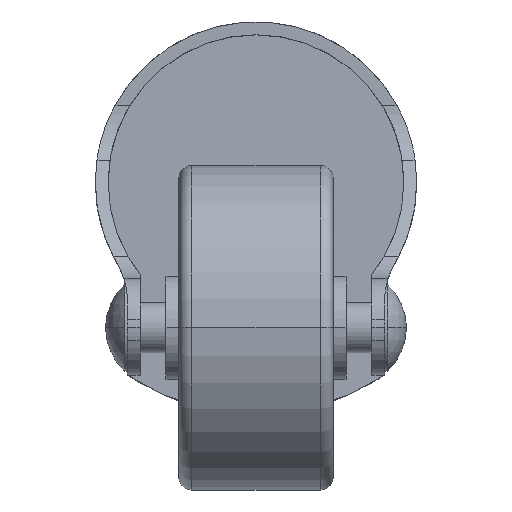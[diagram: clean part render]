
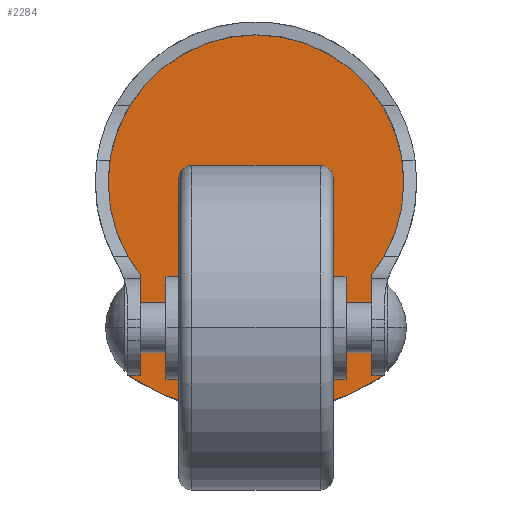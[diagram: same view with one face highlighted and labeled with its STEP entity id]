
A CAD part, top view. The second image highlights one B-rep face of the part: STEP entity #2284.
In plain terms, the highlighted planar face has unit normal (0, 0, 1).
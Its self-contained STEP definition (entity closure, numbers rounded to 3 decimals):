
#19 = EDGE_CURVE ( 'NONE', #1170, #807, #2799, .T. ) ;
#37 = CARTESIAN_POINT ( 'NONE',  ( -11.5, 0., 1. ) ) ;
#59 = ORIENTED_EDGE ( 'NONE', *, *, #2954, .F. ) ;
#76 = CARTESIAN_POINT ( 'NONE',  ( 11.5, 0., 1. ) ) ;
#96 = CARTESIAN_POINT ( 'NONE',  ( -10., -14.967, 1. ) ) ;
#342 = CARTESIAN_POINT ( 'NONE',  ( 9., -14.967, 1. ) ) ;
#443 = VERTEX_POINT ( 'NONE', #96 ) ;
#453 = CARTESIAN_POINT ( 'NONE',  ( 9., -14.967, 1. ) ) ;
#499 = CIRCLE ( 'NONE', #3029, 18. ) ;
#512 = CARTESIAN_POINT ( 'NONE',  ( 10., -14.967, 1. ) ) ;
#545 = PLANE ( 'NONE',  #1724 ) ;
#595 = CARTESIAN_POINT ( 'NONE',  ( -9., -7.159, 1. ) ) ;
#612 = VECTOR ( 'NONE', #1646, 1000. ) ;
#635 = ORIENTED_EDGE ( 'NONE', *, *, #3671, .T. ) ;
#662 = CARTESIAN_POINT ( 'NONE',  ( 0., 0., 1. ) ) ;
#772 = CARTESIAN_POINT ( 'NONE',  ( 10., -14.967, 1. ) ) ;
#807 = VERTEX_POINT ( 'NONE', #76 ) ;
#830 = ORIENTED_EDGE ( 'NONE', *, *, #3692, .T. ) ;
#842 = CARTESIAN_POINT ( 'NONE',  ( 0., 0., 1. ) ) ;
#972 = DIRECTION ( 'NONE',  ( 1., 0., 0. ) ) ;
#1044 = VERTEX_POINT ( 'NONE', #37 ) ;
#1048 = DIRECTION ( 'NONE',  ( 0., 0., 1. ) ) ;
#1077 = EDGE_LOOP ( 'NONE', ( #1589, #1367, #3386, #3385, #830, #3725, #635, #59 ) ) ;
#1137 = CARTESIAN_POINT ( 'NONE',  ( -10., -14.967, 1. ) ) ;
#1153 = CARTESIAN_POINT ( 'NONE',  ( -9., -14.967, 1. ) ) ;
#1170 = VERTEX_POINT ( 'NONE', #2204 ) ;
#1277 = EDGE_CURVE ( 'NONE', #3623, #1170, #2969, .T. ) ;
#1367 = ORIENTED_EDGE ( 'NONE', *, *, #1534, .F. ) ;
#1387 = AXIS2_PLACEMENT_3D ( 'NONE', #3269, #1508, #3580 ) ;
#1429 = DIRECTION ( 'NONE',  ( 1., 0., 0. ) ) ;
#1456 = VERTEX_POINT ( 'NONE', #772 ) ;
#1508 = DIRECTION ( 'NONE',  ( 0., 0., 1. ) ) ;
#1534 = EDGE_CURVE ( 'NONE', #3623, #1456, #3730, .T. ) ;
#1589 = ORIENTED_EDGE ( 'NONE', *, *, #2543, .T. ) ;
#1590 = VECTOR ( 'NONE', #2125, 1000. ) ;
#1602 = CARTESIAN_POINT ( 'NONE',  ( 0., 0., 1. ) ) ;
#1646 = DIRECTION ( 'NONE',  ( 0., 1., 0. ) ) ;
#1686 = CIRCLE ( 'NONE', #1387, 11.5 ) ;
#1701 = VERTEX_POINT ( 'NONE', #1153 ) ;
#1724 = AXIS2_PLACEMENT_3D ( 'NONE', #842, #1730, #3818 ) ;
#1730 = DIRECTION ( 'NONE',  ( 0., 0., 1. ) ) ;
#1896 = DIRECTION ( 'NONE',  ( 1., 0., 0. ) ) ;
#2125 = DIRECTION ( 'NONE',  ( 0., -1., 0. ) ) ;
#2149 = VECTOR ( 'NONE', #1429, 1000. ) ;
#2204 = CARTESIAN_POINT ( 'NONE',  ( 9., -7.159, 1. ) ) ;
#2270 = AXIS2_PLACEMENT_3D ( 'NONE', #1602, #3685, #1896 ) ;
#2284 = ADVANCED_FACE ( 'NONE', ( #3510 ), #545, .T. ) ;
#2371 = CIRCLE ( 'NONE', #2810, 11.5 ) ;
#2418 = VERTEX_POINT ( 'NONE', #595 ) ;
#2543 = EDGE_CURVE ( 'NONE', #443, #1456, #499, .T. ) ;
#2577 = DIRECTION ( 'NONE',  ( 1., 0., 0. ) ) ;
#2727 = DIRECTION ( 'NONE',  ( 0., 0., 1. ) ) ;
#2796 = CARTESIAN_POINT ( 'NONE',  ( 0., 0., 1. ) ) ;
#2799 = CIRCLE ( 'NONE', #2270, 11.5 ) ;
#2810 = AXIS2_PLACEMENT_3D ( 'NONE', #662, #2727, #972 ) ;
#2827 = VECTOR ( 'NONE', #2577, 1000. ) ;
#2935 = LINE ( 'NONE', #1137, #2149 ) ;
#2954 = EDGE_CURVE ( 'NONE', #443, #1701, #2935, .T. ) ;
#2969 = LINE ( 'NONE', #453, #612 ) ;
#3029 = AXIS2_PLACEMENT_3D ( 'NONE', #2796, #1048, #3100 ) ;
#3100 = DIRECTION ( 'NONE',  ( 1., 0., 0. ) ) ;
#3128 = EDGE_CURVE ( 'NONE', #1044, #2418, #1686, .T. ) ;
#3158 = LINE ( 'NONE', #3610, #1590 ) ;
#3269 = CARTESIAN_POINT ( 'NONE',  ( 0., 0., 1. ) ) ;
#3385 = ORIENTED_EDGE ( 'NONE', *, *, #19, .T. ) ;
#3386 = ORIENTED_EDGE ( 'NONE', *, *, #1277, .T. ) ;
#3510 = FACE_OUTER_BOUND ( 'NONE', #1077, .T. ) ;
#3580 = DIRECTION ( 'NONE',  ( 1., 0., 0. ) ) ;
#3610 = CARTESIAN_POINT ( 'NONE',  ( -9., -14.967, 1. ) ) ;
#3623 = VERTEX_POINT ( 'NONE', #342 ) ;
#3671 = EDGE_CURVE ( 'NONE', #2418, #1701, #3158, .T. ) ;
#3685 = DIRECTION ( 'NONE',  ( 0., 0., 1. ) ) ;
#3692 = EDGE_CURVE ( 'NONE', #807, #1044, #2371, .T. ) ;
#3725 = ORIENTED_EDGE ( 'NONE', *, *, #3128, .T. ) ;
#3730 = LINE ( 'NONE', #512, #2827 ) ;
#3818 = DIRECTION ( 'NONE',  ( 1., 0., 0. ) ) ;
